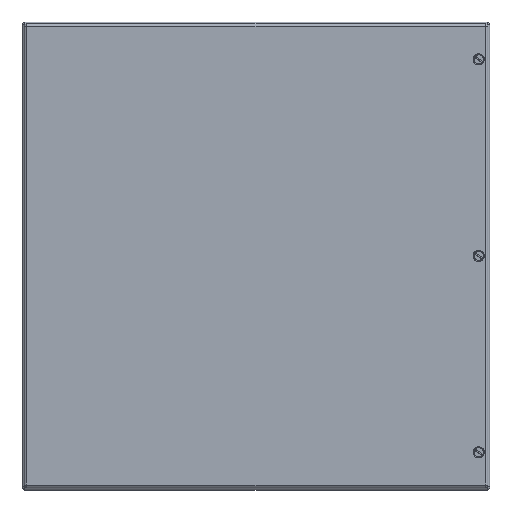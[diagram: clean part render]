
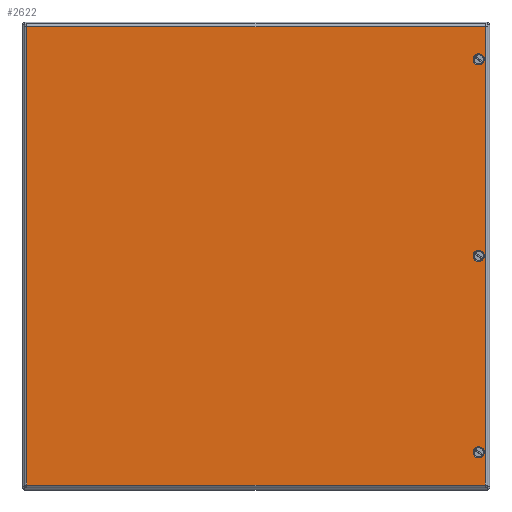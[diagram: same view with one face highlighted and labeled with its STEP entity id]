
A CAD part, top view. The second image highlights one B-rep face of the part: STEP entity #2622.
In plain terms, the highlighted planar face has unit normal (0, 0, 1).
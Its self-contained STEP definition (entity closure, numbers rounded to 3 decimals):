
#2546=AXIS2_PLACEMENT_3D('Plane Axis2P3D',#2543,#2544,#2545) ;
#2588=AXIS2_PLACEMENT_3D('Circle Axis2P3D',#2586,#2587,$) ;
#2597=AXIS2_PLACEMENT_3D('Circle Axis2P3D',#2595,#2596,$) ;
#2606=AXIS2_PLACEMENT_3D('Circle Axis2P3D',#2604,#2605,$) ;
#2615=AXIS2_PLACEMENT_3D('Circle Axis2P3D',#2613,#2614,$) ;
#2240=CARTESIAN_POINT('Vertex',(484.5,250.,200.)) ;
#2244=CARTESIAN_POINT('Control Point',(484.5,250.,200.)) ;
#2245=CARTESIAN_POINT('Control Point',(484.5,249.45,200.)) ;
#2246=CARTESIAN_POINT('Control Point',(484.608,248.9,200.)) ;
#2247=CARTESIAN_POINT('Control Point',(484.824,248.379,200.)) ;
#2248=CARTESIAN_POINT('Control Point',(485.449,247.449,200.)) ;
#2249=CARTESIAN_POINT('Control Point',(486.379,246.824,200.)) ;
#2250=CARTESIAN_POINT('Control Point',(486.9,246.608,200.)) ;
#2251=CARTESIAN_POINT('Control Point',(488.,246.392,200.)) ;
#2252=CARTESIAN_POINT('Control Point',(489.1,246.608,200.)) ;
#2253=CARTESIAN_POINT('Control Point',(489.621,246.824,200.)) ;
#2254=CARTESIAN_POINT('Control Point',(490.551,247.449,200.)) ;
#2255=CARTESIAN_POINT('Control Point',(491.176,248.379,200.)) ;
#2256=CARTESIAN_POINT('Control Point',(491.392,248.9,200.)) ;
#2257=CARTESIAN_POINT('Control Point',(491.5,249.45,200.)) ;
#2258=CARTESIAN_POINT('Control Point',(491.5,250.,200.)) ;
#2259=CARTESIAN_POINT('Vertex',(491.5,250.,200.)) ;
#2519=CARTESIAN_POINT('Control Point',(491.5,250.,200.)) ;
#2520=CARTESIAN_POINT('Control Point',(491.5,250.55,200.)) ;
#2521=CARTESIAN_POINT('Control Point',(491.392,251.1,200.)) ;
#2522=CARTESIAN_POINT('Control Point',(491.176,251.621,200.)) ;
#2523=CARTESIAN_POINT('Control Point',(490.551,252.551,200.)) ;
#2524=CARTESIAN_POINT('Control Point',(489.621,253.176,200.)) ;
#2525=CARTESIAN_POINT('Control Point',(489.1,253.392,200.)) ;
#2526=CARTESIAN_POINT('Control Point',(488.,253.608,200.)) ;
#2527=CARTESIAN_POINT('Control Point',(486.9,253.392,200.)) ;
#2528=CARTESIAN_POINT('Control Point',(486.379,253.176,200.)) ;
#2529=CARTESIAN_POINT('Control Point',(485.449,252.551,200.)) ;
#2530=CARTESIAN_POINT('Control Point',(484.824,251.621,200.)) ;
#2531=CARTESIAN_POINT('Control Point',(484.608,251.1,200.)) ;
#2532=CARTESIAN_POINT('Control Point',(484.5,250.55,200.)) ;
#2533=CARTESIAN_POINT('Control Point',(484.5,250.,200.)) ;
#2543=CARTESIAN_POINT('Axis2P3D Location',(250.,250.,200.)) ;
#2548=CARTESIAN_POINT('Line Origine',(495.,250.,200.)) ;
#2552=CARTESIAN_POINT('Vertex',(495.,5.,200.)) ;
#2554=CARTESIAN_POINT('Vertex',(495.,495.,200.)) ;
#2557=CARTESIAN_POINT('Line Origine',(250.,495.,200.)) ;
#2561=CARTESIAN_POINT('Vertex',(5.,495.,200.)) ;
#2564=CARTESIAN_POINT('Line Origine',(5.,250.,200.)) ;
#2568=CARTESIAN_POINT('Vertex',(5.,5.,200.)) ;
#2571=CARTESIAN_POINT('Line Origine',(250.,5.,200.)) ;
#2586=CARTESIAN_POINT('Axis2P3D Location',(488.,460.,200.)) ;
#2590=CARTESIAN_POINT('Vertex',(491.5,460.,200.)) ;
#2592=CARTESIAN_POINT('Vertex',(484.5,460.,200.)) ;
#2595=CARTESIAN_POINT('Axis2P3D Location',(488.,460.,200.)) ;
#2604=CARTESIAN_POINT('Axis2P3D Location',(488.,40.,200.)) ;
#2608=CARTESIAN_POINT('Vertex',(491.5,40.,200.)) ;
#2610=CARTESIAN_POINT('Vertex',(484.5,40.,200.)) ;
#2613=CARTESIAN_POINT('Axis2P3D Location',(488.,40.,200.)) ;
#2544=DIRECTION('Axis2P3D Direction',(0.,0.,1.)) ;
#2545=DIRECTION('Axis2P3D XDirection',(1.,0.,0.)) ;
#2549=DIRECTION('Vector Direction',(0.,1.,0.)) ;
#2558=DIRECTION('Vector Direction',(-1.,0.,0.)) ;
#2565=DIRECTION('Vector Direction',(0.,-1.,0.)) ;
#2572=DIRECTION('Vector Direction',(1.,0.,0.)) ;
#2587=DIRECTION('Axis2P3D Direction',(0.,0.,1.)) ;
#2596=DIRECTION('Axis2P3D Direction',(0.,0.,1.)) ;
#2605=DIRECTION('Axis2P3D Direction',(0.,0.,1.)) ;
#2614=DIRECTION('Axis2P3D Direction',(0.,0.,1.)) ;
#2550=VECTOR('Line Direction',#2549,1.) ;
#2559=VECTOR('Line Direction',#2558,1.) ;
#2566=VECTOR('Line Direction',#2565,1.) ;
#2573=VECTOR('Line Direction',#2572,1.) ;
#2577=ORIENTED_EDGE('',*,*,#2556,.T.) ;
#2578=ORIENTED_EDGE('',*,*,#2563,.T.) ;
#2579=ORIENTED_EDGE('',*,*,#2570,.T.) ;
#2580=ORIENTED_EDGE('',*,*,#2575,.T.) ;
#2583=ORIENTED_EDGE('',*,*,#2534,.F.) ;
#2584=ORIENTED_EDGE('',*,*,#2261,.F.) ;
#2601=ORIENTED_EDGE('',*,*,#2594,.F.) ;
#2602=ORIENTED_EDGE('',*,*,#2599,.F.) ;
#2619=ORIENTED_EDGE('',*,*,#2612,.F.) ;
#2620=ORIENTED_EDGE('',*,*,#2617,.F.) ;
#2585=FACE_BOUND('',#2582,.T.) ;
#2603=FACE_BOUND('',#2600,.T.) ;
#2621=FACE_BOUND('',#2618,.T.) ;
#2622=ADVANCED_FACE('Cover',(#2581,#2585,#2603,#2621),#2547,.T.) ;
#2243=B_SPLINE_CURVE_WITH_KNOTS('',5,(#2244,#2245,#2246,#2247,#2248,#2249,#2250,#2251,#2252,#2253,#2254,#2255,#2256,#2257,#2258),.UNSPECIFIED.,.F.,.U.,(6,3,3,3,6),(-5.498,-2.749,0.,2.749,5.498),.UNSPECIFIED.) ;
#2518=B_SPLINE_CURVE_WITH_KNOTS('',5,(#2519,#2520,#2521,#2522,#2523,#2524,#2525,#2526,#2527,#2528,#2529,#2530,#2531,#2532,#2533),.UNSPECIFIED.,.F.,.U.,(6,3,3,3,6),(-5.498,-2.749,0.,2.749,5.498),.UNSPECIFIED.) ;
#2589=CIRCLE('generated circle',#2588,3.5) ;
#2598=CIRCLE('generated circle',#2597,3.5) ;
#2607=CIRCLE('generated circle',#2606,3.5) ;
#2616=CIRCLE('generated circle',#2615,3.5) ;
#2261=EDGE_CURVE('',#2241,#2260,#2243,.T.) ;
#2534=EDGE_CURVE('',#2260,#2241,#2518,.T.) ;
#2556=EDGE_CURVE('',#2553,#2555,#2551,.T.) ;
#2563=EDGE_CURVE('',#2555,#2562,#2560,.T.) ;
#2570=EDGE_CURVE('',#2562,#2569,#2567,.T.) ;
#2575=EDGE_CURVE('',#2569,#2553,#2574,.T.) ;
#2594=EDGE_CURVE('',#2591,#2593,#2589,.T.) ;
#2599=EDGE_CURVE('',#2593,#2591,#2598,.T.) ;
#2612=EDGE_CURVE('',#2609,#2611,#2607,.T.) ;
#2617=EDGE_CURVE('',#2611,#2609,#2616,.T.) ;
#2576=EDGE_LOOP('',(#2577,#2578,#2579,#2580)) ;
#2582=EDGE_LOOP('',(#2583,#2584)) ;
#2600=EDGE_LOOP('',(#2601,#2602)) ;
#2618=EDGE_LOOP('',(#2619,#2620)) ;
#2581=FACE_OUTER_BOUND('',#2576,.T.) ;
#2551=LINE('Line',#2548,#2550) ;
#2560=LINE('Line',#2557,#2559) ;
#2567=LINE('Line',#2564,#2566) ;
#2574=LINE('Line',#2571,#2573) ;
#2547=PLANE('',#2546) ;
#2241=VERTEX_POINT('',#2240) ;
#2260=VERTEX_POINT('',#2259) ;
#2553=VERTEX_POINT('',#2552) ;
#2555=VERTEX_POINT('',#2554) ;
#2562=VERTEX_POINT('',#2561) ;
#2569=VERTEX_POINT('',#2568) ;
#2591=VERTEX_POINT('',#2590) ;
#2593=VERTEX_POINT('',#2592) ;
#2609=VERTEX_POINT('',#2608) ;
#2611=VERTEX_POINT('',#2610) ;
